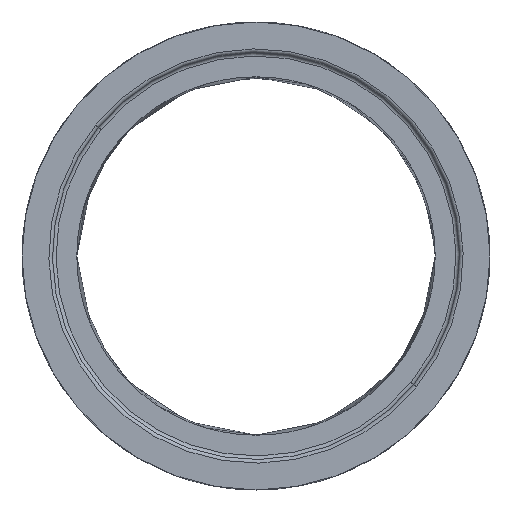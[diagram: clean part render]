
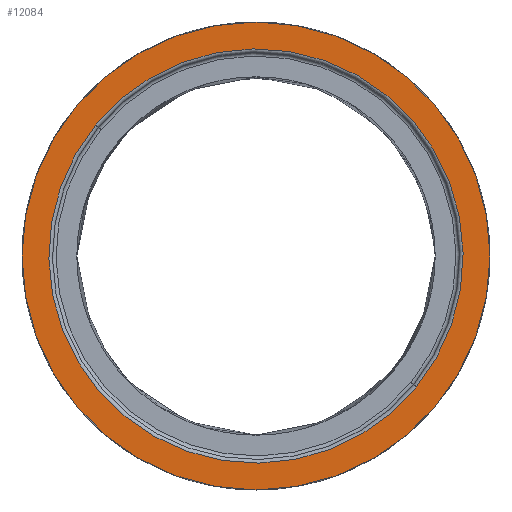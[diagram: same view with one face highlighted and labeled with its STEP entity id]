
A CAD part, front view. The second image highlights one B-rep face of the part: STEP entity #12084.
In plain terms, the highlighted face is planar.
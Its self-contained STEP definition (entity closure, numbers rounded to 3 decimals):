
#688 = CIRCLE ( 'NONE', #22897, 578. ) ;
#1146 = DIRECTION ( 'NONE',  ( 0., 0., 1. ) ) ;
#1616 = EDGE_CURVE ( 'NONE', #21840, #5221, #688, .T. ) ;
#3439 = AXIS2_PLACEMENT_3D ( 'NONE', #5685, #7418, #7656 ) ;
#3800 = AXIS2_PLACEMENT_3D ( 'NONE', #5423, #15738, #6939 ) ;
#3953 = DIRECTION ( 'NONE',  ( 1., 0., 0. ) ) ;
#5015 = EDGE_LOOP ( 'NONE', ( #21610, #7995 ) ) ;
#5067 = EDGE_CURVE ( 'NONE', #18840, #13649, #10247, .T. ) ;
#5221 = VERTEX_POINT ( 'NONE', #6044 ) ;
#5423 = CARTESIAN_POINT ( 'NONE',  ( 0., 0., -100. ) ) ;
#5685 = CARTESIAN_POINT ( 'NONE',  ( 0., 0., -100. ) ) ;
#6044 = CARTESIAN_POINT ( 'NONE',  ( -447.735, -365.537, -100. ) ) ;
#6254 = DIRECTION ( 'NONE',  ( 1., 0., 0. ) ) ;
#6737 = CARTESIAN_POINT ( 'NONE',  ( -653., 0., -100. ) ) ;
#6939 = DIRECTION ( 'NONE',  ( 1., 0., 0. ) ) ;
#7418 = DIRECTION ( 'NONE',  ( 0., 0., 1. ) ) ;
#7656 = DIRECTION ( 'NONE',  ( 0.775, 0.632, 0. ) ) ;
#7995 = ORIENTED_EDGE ( 'NONE', *, *, #21871, .T. ) ;
#8437 = EDGE_CURVE ( 'NONE', #13649, #18840, #22687, .T. ) ;
#10247 = CIRCLE ( 'NONE', #19871, 653. ) ;
#10389 = DIRECTION ( 'NONE',  ( 0., 0., 1. ) ) ;
#11060 = ORIENTED_EDGE ( 'NONE', *, *, #5067, .F. ) ;
#11803 = CARTESIAN_POINT ( 'NONE',  ( 0., 0., -100. ) ) ;
#12084 = ADVANCED_FACE ( 'NONE', ( #20615, #17033 ), #13207, .F. ) ;
#12873 = CARTESIAN_POINT ( 'NONE',  ( 447.735, 365.537, -100. ) ) ;
#13207 = PLANE ( 'NONE',  #14765 ) ;
#13649 = VERTEX_POINT ( 'NONE', #19009 ) ;
#14765 = AXIS2_PLACEMENT_3D ( 'NONE', #11803, #1146, #6254 ) ;
#15738 = DIRECTION ( 'NONE',  ( 0., 0., 1. ) ) ;
#17033 = FACE_OUTER_BOUND ( 'NONE', #21330, .T. ) ;
#17247 = CARTESIAN_POINT ( 'NONE',  ( 0., 0., -100. ) ) ;
#18840 = VERTEX_POINT ( 'NONE', #6737 ) ;
#19009 = CARTESIAN_POINT ( 'NONE',  ( 653., 0., -100. ) ) ;
#19828 = CARTESIAN_POINT ( 'NONE',  ( 0., 0., -100. ) ) ;
#19871 = AXIS2_PLACEMENT_3D ( 'NONE', #19828, #20288, #3953 ) ;
#20288 = DIRECTION ( 'NONE',  ( 0., 0., 1. ) ) ;
#20615 = FACE_BOUND ( 'NONE', #5015, .T. ) ;
#21171 = ORIENTED_EDGE ( 'NONE', *, *, #8437, .F. ) ;
#21330 = EDGE_LOOP ( 'NONE', ( #21171, #11060 ) ) ;
#21589 = CIRCLE ( 'NONE', #3439, 578. ) ;
#21610 = ORIENTED_EDGE ( 'NONE', *, *, #1616, .T. ) ;
#21840 = VERTEX_POINT ( 'NONE', #12873 ) ;
#21871 = EDGE_CURVE ( 'NONE', #5221, #21840, #21589, .T. ) ;
#22687 = CIRCLE ( 'NONE', #3800, 653. ) ;
#22798 = DIRECTION ( 'NONE',  ( 0.775, 0.632, 0. ) ) ;
#22897 = AXIS2_PLACEMENT_3D ( 'NONE', #17247, #10389, #22798 ) ;
